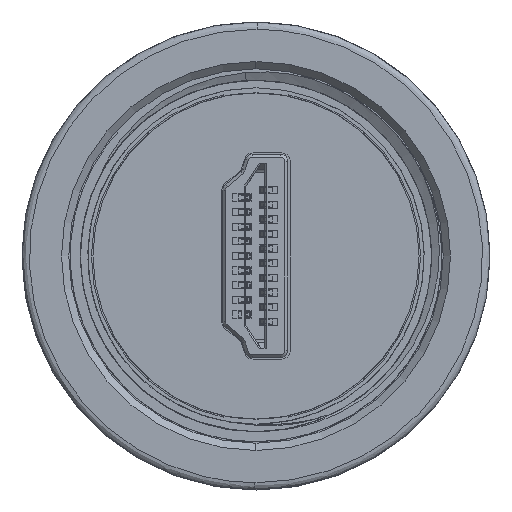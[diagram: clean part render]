
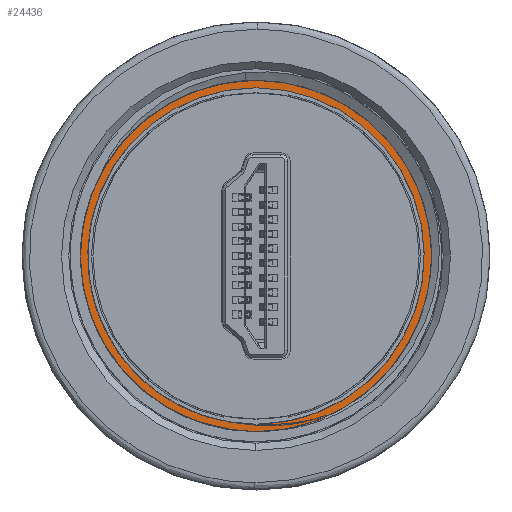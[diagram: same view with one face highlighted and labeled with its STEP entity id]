
A CAD part, left-side view. The second image highlights one B-rep face of the part: STEP entity #24436.
In plain terms, the highlighted face is planar.
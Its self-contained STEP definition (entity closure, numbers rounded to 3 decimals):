
#466 = AXIS2_PLACEMENT_3D ( 'NONE', #22527, #9169, #28609 ) ;
#1827 = CARTESIAN_POINT ( 'NONE',  ( -2.006, -3.995, 11.163 ) ) ;
#1972 = EDGE_CURVE ( 'NONE', #31061, #16392, #18424, .T. ) ;
#1990 = CARTESIAN_POINT ( 'NONE',  ( -2., -0.493, 11.489 ) ) ;
#2024 = CARTESIAN_POINT ( 'NONE',  ( -2., -0.38, 11.655 ) ) ;
#2506 = CARTESIAN_POINT ( 'NONE',  ( -2., 0., 0. ) ) ;
#2718 = CARTESIAN_POINT ( 'NONE',  ( -2., -0.493, 11.489 ) ) ;
#2962 = CARTESIAN_POINT ( 'NONE',  ( -2., 1.436, 11.41 ) ) ;
#3017 = ORIENTED_EDGE ( 'NONE', *, *, #18490, .F. ) ;
#3577 = CARTESIAN_POINT ( 'NONE',  ( -2., -1.753, 11.595 ) ) ;
#4347 = FACE_OUTER_BOUND ( 'NONE', #28621, .T. ) ;
#4963 = DIRECTION ( 'NONE',  ( -1., 0., 0. ) ) ;
#5338 = DIRECTION ( 'NONE',  ( 0., 0., 1. ) ) ;
#7750 = CIRCLE ( 'NONE', #20792, 12.01 ) ;
#7762 = CIRCLE ( 'NONE', #11956, 11.5 ) ;
#8218 = CARTESIAN_POINT ( 'NONE',  ( -2.006, -3.995, 11.163 ) ) ;
#8632 = EDGE_CURVE ( 'NONE', #31061, #13569, #12653, .T. ) ;
#9169 = DIRECTION ( 'NONE',  ( 1., 0., 0. ) ) ;
#9824 = EDGE_CURVE ( 'NONE', #13569, #26381, #7762, .T. ) ;
#10306 = DIRECTION ( 'NONE',  ( 1., 0., 0. ) ) ;
#11066 = AXIS2_PLACEMENT_3D ( 'NONE', #32961, #16333, #35808 ) ;
#11128 = EDGE_CURVE ( 'NONE', #16169, #34489, #21650, .T. ) ;
#11956 = AXIS2_PLACEMENT_3D ( 'NONE', #2506, #22027, #5338 ) ;
#12171 = AXIS2_PLACEMENT_3D ( 'NONE', #21664, #4963, #24453 ) ;
#12653 = CIRCLE ( 'NONE', #12171, 11.5 ) ;
#12694 = CARTESIAN_POINT ( 'NONE',  ( -2., 0., 12.01 ) ) ;
#13569 = VERTEX_POINT ( 'NONE', #14867 ) ;
#14339 = CARTESIAN_POINT ( 'NONE',  ( -2., -3.558, 11.302 ) ) ;
#14811 = ORIENTED_EDGE ( 'NONE', *, *, #33381, .T. ) ;
#14867 = CARTESIAN_POINT ( 'NONE',  ( -2., 0., -11.5 ) ) ;
#16169 = VERTEX_POINT ( 'NONE', #12694 ) ;
#16333 = DIRECTION ( 'NONE',  ( 1., 0., 0. ) ) ;
#16392 = VERTEX_POINT ( 'NONE', #27143 ) ;
#16670 = CARTESIAN_POINT ( 'NONE',  ( -2., -2.84, 11.397 ) ) ;
#18213 = CARTESIAN_POINT ( 'NONE',  ( -2., -2.209, 11.548 ) ) ;
#18424 = B_SPLINE_CURVE_WITH_KNOTS ( 'NONE', 3,
 ( #21558, #34972, #2024, #3577, #18213, #32719, #14339, #1827 ),
 .UNSPECIFIED., .F., .F.,
 ( 4, 2, 2, 4 ),
 ( 0., 0.003, 0.004, 0.005 ),
 .UNSPECIFIED. ) ;
#18490 = EDGE_CURVE ( 'NONE', #16392, #26381, #34892, .T. ) ;
#18756 = EDGE_LOOP ( 'NONE', ( #24017, #18840, #32720, #3017 ) ) ;
#18840 = ORIENTED_EDGE ( 'NONE', *, *, #8632, .T. ) ;
#19219 = FACE_BOUND ( 'NONE', #18756, .T. ) ;
#19455 = CARTESIAN_POINT ( 'NONE',  ( -2., -1.081, 11.523 ) ) ;
#20792 = AXIS2_PLACEMENT_3D ( 'NONE', #26942, #10306, #29767 ) ;
#21558 = CARTESIAN_POINT ( 'NONE',  ( -2., 1.436, 11.41 ) ) ;
#21650 = CIRCLE ( 'NONE', #11066, 12.01 ) ;
#21664 = CARTESIAN_POINT ( 'NONE',  ( -2., 0., 0. ) ) ;
#22027 = DIRECTION ( 'NONE',  ( -1., 0., 0. ) ) ;
#22527 = CARTESIAN_POINT ( 'NONE',  ( -2., -12.49, 12.49 ) ) ;
#24017 = ORIENTED_EDGE ( 'NONE', *, *, #1972, .F. ) ;
#24217 = CARTESIAN_POINT ( 'NONE',  ( -2., 0., -12.01 ) ) ;
#24436 = ADVANCED_FACE ( 'NONE', ( #19219, #4347 ), #25812, .T. ) ;
#24453 = DIRECTION ( 'NONE',  ( 0., 0., 1. ) ) ;
#25812 = PLANE ( 'NONE',  #466 ) ;
#26381 = VERTEX_POINT ( 'NONE', #1990 ) ;
#26942 = CARTESIAN_POINT ( 'NONE',  ( -2., 0., 0. ) ) ;
#27143 = CARTESIAN_POINT ( 'NONE',  ( -2.006, -3.995, 11.163 ) ) ;
#27691 = CARTESIAN_POINT ( 'NONE',  ( -2., -3.421, 11.296 ) ) ;
#28609 = DIRECTION ( 'NONE',  ( 0., 0., -1. ) ) ;
#28621 = EDGE_LOOP ( 'NONE', ( #14811, #30856 ) ) ;
#29767 = DIRECTION ( 'NONE',  ( 0., 0., -1. ) ) ;
#30856 = ORIENTED_EDGE ( 'NONE', *, *, #11128, .T. ) ;
#31061 = VERTEX_POINT ( 'NONE', #2962 ) ;
#32719 = CARTESIAN_POINT ( 'NONE',  ( -2., -3.112, 11.401 ) ) ;
#32720 = ORIENTED_EDGE ( 'NONE', *, *, #9824, .T. ) ;
#32961 = CARTESIAN_POINT ( 'NONE',  ( -2., 0., 0. ) ) ;
#33381 = EDGE_CURVE ( 'NONE', #34489, #16169, #7750, .T. ) ;
#34489 = VERTEX_POINT ( 'NONE', #24217 ) ;
#34892 = B_SPLINE_CURVE_WITH_KNOTS ( 'NONE', 3,
 ( #8218, #27691, #16670, #36125, #19455, #2718 ),
 .UNSPECIFIED., .F., .F.,
 ( 4, 2, 4 ),
 ( 0., 0.002, 0.004 ),
 .UNSPECIFIED. ) ;
#34972 = CARTESIAN_POINT ( 'NONE',  ( -2., 0.536, 11.587 ) ) ;
#35808 = DIRECTION ( 'NONE',  ( 0., 0., -1. ) ) ;
#36125 = CARTESIAN_POINT ( 'NONE',  ( -2., -1.669, 11.51 ) ) ;
